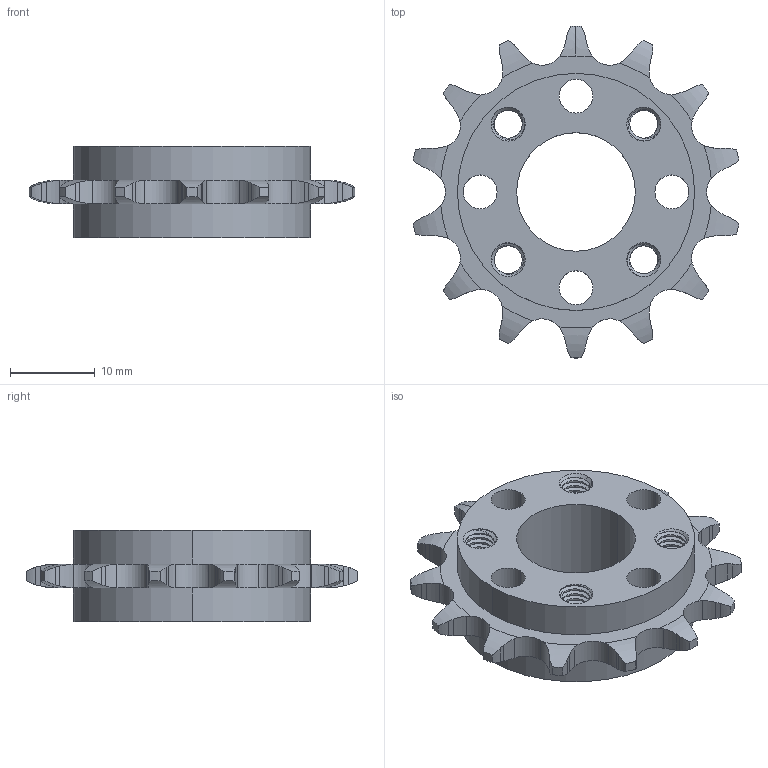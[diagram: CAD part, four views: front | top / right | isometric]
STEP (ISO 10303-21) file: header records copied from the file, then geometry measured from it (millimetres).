
FILE_DESCRIPTION (( 'STEP AP203' ), '1' );
FILE_NAME ('3310-0014-0014.STEP', '2021-03-05T20:38:32', ( '' ), ( '' ), 'SwSTEP 2.0', 'SolidWorks 2016', '' );
FILE_SCHEMA (( 'CONFIG_CONTROL_DESIGN' ));
Length unit declared in the file: millimetre
Products named in the file (1): 3310-0014-0014
Bounding box: 38.47 x 39.2 x 10.8 mm (x, y, z)
Volume: 4788.8 mm3; surface area: 4228.5 mm2
Topology: 1 solids, 1 shells, 453 faces, 1331 edges, 882 vertices
Faces by surface type: cylinder 357, plane 32, torus 30, cone 26, bspline 8
Entity records: 26442 total; most frequent: CARTESIAN_POINT 16139, ORIENTED_EDGE 2662, DIRECTION 1643, EDGE_CURVE 1331, VERTEX_POINT 882, AXIS2_PLACEMENT_3D 624, EDGE_LOOP 473, FACE_OUTER_BOUND 453
